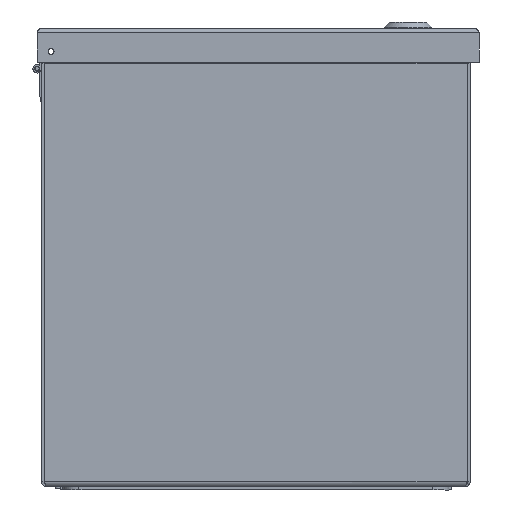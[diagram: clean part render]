
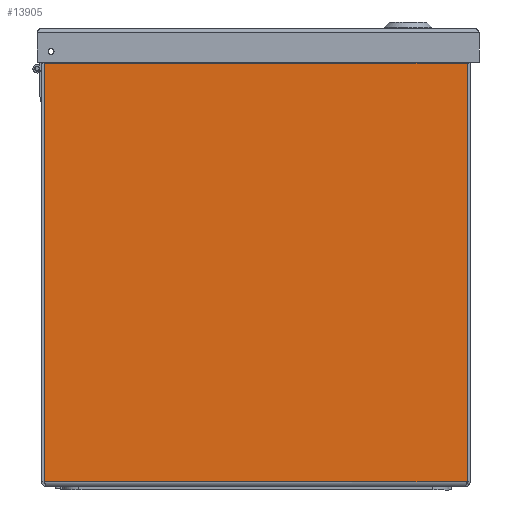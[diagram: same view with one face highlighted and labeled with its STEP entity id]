
A CAD part, left-side view. The second image highlights one B-rep face of the part: STEP entity #13905.
In plain terms, the highlighted face is planar.
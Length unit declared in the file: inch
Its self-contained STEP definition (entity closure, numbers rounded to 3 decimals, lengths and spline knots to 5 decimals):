
#1470=PLANE('',#15231);
#2054=FACE_OUTER_BOUND('',#2916,.T.);
#2916=EDGE_LOOP('',(#10629,#10630,#10631,#10632));
#3942=LINE('',#22543,#5088);
#3977=LINE('',#22869,#5123);
#3978=LINE('',#22871,#5124);
#3979=LINE('',#22872,#5125);
#5088=VECTOR('',#17724,0.3937);
#5123=VECTOR('',#17813,0.3937);
#5124=VECTOR('',#17814,0.3937);
#5125=VECTOR('',#17815,0.3937);
#6314=VERTEX_POINT('',#22531);
#6315=VERTEX_POINT('',#22542);
#6338=VERTEX_POINT('',#22868);
#6339=VERTEX_POINT('',#22870);
#7819=EDGE_CURVE('',#6315,#6314,#3942,.T.);
#7869=EDGE_CURVE('',#6338,#6314,#3977,.T.);
#7870=EDGE_CURVE('',#6338,#6339,#3978,.T.);
#7871=EDGE_CURVE('',#6315,#6339,#3979,.T.);
#10629=ORIENTED_EDGE('',*,*,#7819,.T.);
#10630=ORIENTED_EDGE('',*,*,#7869,.F.);
#10631=ORIENTED_EDGE('',*,*,#7870,.T.);
#10632=ORIENTED_EDGE('',*,*,#7871,.F.);
#13905=ADVANCED_FACE('',(#2054),#1470,.F.);
#15231=AXIS2_PLACEMENT_3D('',#22867,#17811,#17812);
#17724=DIRECTION('',(-1.,0.,0.));
#17811=DIRECTION('center_axis',(0.,1.,0.));
#17812=DIRECTION('ref_axis',(1.,0.,0.));
#17813=DIRECTION('',(0.,0.,1.));
#17814=DIRECTION('',(1.,0.,0.));
#17815=DIRECTION('',(0.,0.,-1.));
#22531=CARTESIAN_POINT('',(-4.92509,-6.,9.8785));
#22542=CARTESIAN_POINT('',(4.92509,-6.,9.8785));
#22543=CARTESIAN_POINT('',(2.46255,-6.,9.8785));
#22867=CARTESIAN_POINT('Origin',(0.,-6.,
5.0061));
#22868=CARTESIAN_POINT('',(-4.92509,-6.,0.1215));
#22869=CARTESIAN_POINT('',(-4.92509,-6.,0.1215));
#22870=CARTESIAN_POINT('',(4.92509,-6.,0.1215));
#22871=CARTESIAN_POINT('',(0.,-6.,0.1215));
#22872=CARTESIAN_POINT('',(4.92509,-6.,0.1215));
